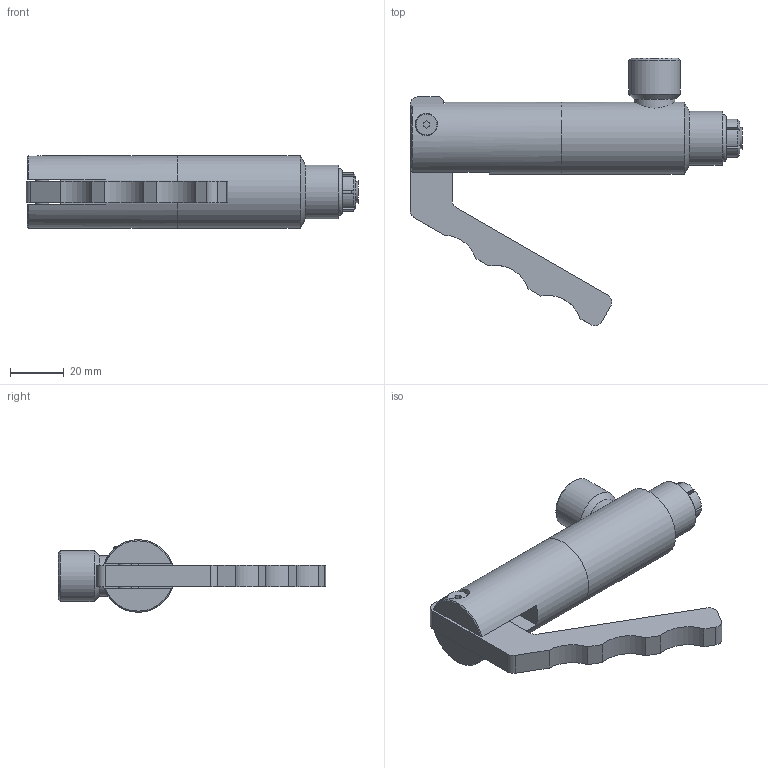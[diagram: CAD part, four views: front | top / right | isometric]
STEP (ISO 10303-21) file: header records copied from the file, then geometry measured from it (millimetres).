
FILE_DESCRIPTION(/* description */ (''),/* implementation_level */ '2;1');
FILE_NAME(/* name */ 'FNLR-064041.stp',/* time_stamp */ '2018-07-11T13:21:20-05:00',/* author */ ('scottg'),/* organization */ ('FasTest,Inc.'),/* preprocessor_version */ 'ST-DEVELOPER v16.1',/* originating_system */ 'Autodesk Inventor 2016',/* authorisation */ '');
FILE_SCHEMA (('AUTOMOTIVE_DESIGN { 1 0 10303 214 3 1 1 }'));
Length unit declared in the file: inch
Products named in the file (1): FNLR-064041
Bounding box: 123.47 x 99.44 x 26.92 mm (x, y, z)
Volume: 72700.9 mm3; surface area: 19594.8 mm2
Topology: 2 solids, 2 shells, 129 faces, 337 edges, 222 vertices
Faces by surface type: plane 75, cylinder 33, cone 18, torus 3
Full cylindrical faces by diameter (mm): 4.826 x2, 4.978 x1, 8.157 x1, 8.331 x1, 10.719 x1, 12.344 x1, 15.189 x1, 19.05 x1, 20.066 x1, 24.943 x1, 26.924 x2
Entity records: 3835 total; most frequent: CARTESIAN_POINT 830, DIRECTION 616, ORIENTED_EDGE 598, EDGE_CURVE 299, AXIS2_PLACEMENT_3D 231, VERTEX_POINT 211, EDGE_LOOP 168, LINE 154
